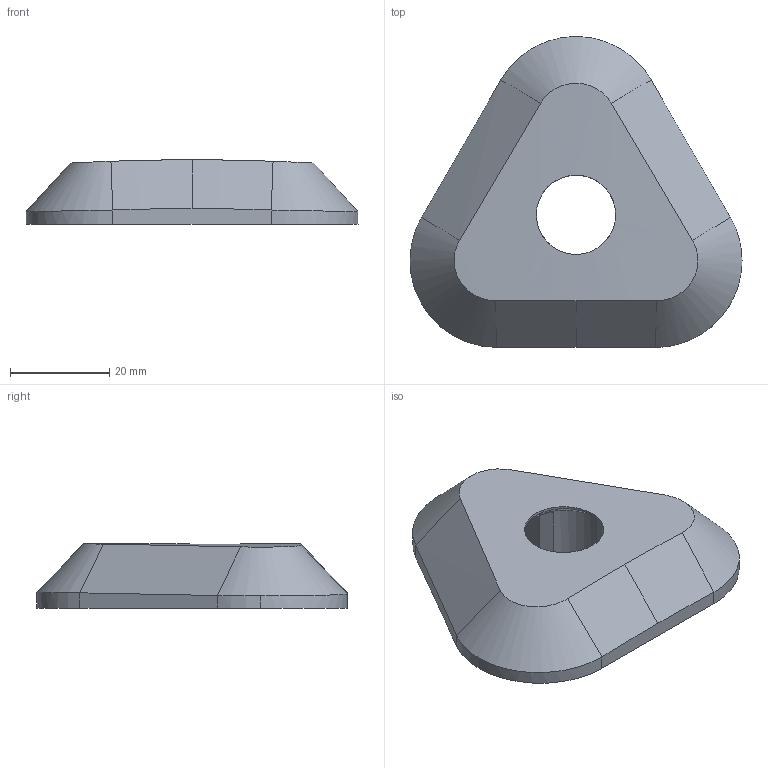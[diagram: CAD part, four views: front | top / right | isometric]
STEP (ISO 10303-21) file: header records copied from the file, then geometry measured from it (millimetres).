
FILE_DESCRIPTION (( 'STEP AP214' ), '1' );
FILE_NAME ('platine cheminée V1.STEP', '2020-05-20T09:58:25', ( '' ), ( '' ), 'SwSTEP 2.0', 'SolidWorks 2016', '' );
FILE_SCHEMA (( 'AUTOMOTIVE_DESIGN' ));
Length unit declared in the file: millimetre
Products named in the file (1): platine cheminée V1
Bounding box: 67 x 62.71 x 13 mm (x, y, z)
Volume: 26551.1 mm3; surface area: 8312.8 mm2
Topology: 1 solids, 1 shells, 40 faces, 98 edges, 57 vertices
Faces by surface type: cylinder 16, cone 10, plane 9, bspline 5
Entity records: 1815 total; most frequent: CARTESIAN_POINT 810, ORIENTED_EDGE 184, DIRECTION 175, EDGE_CURVE 92, AXIS2_PLACEMENT_3D 66, VERTEX_POINT 57, EDGE_LOOP 45, LINE 43
